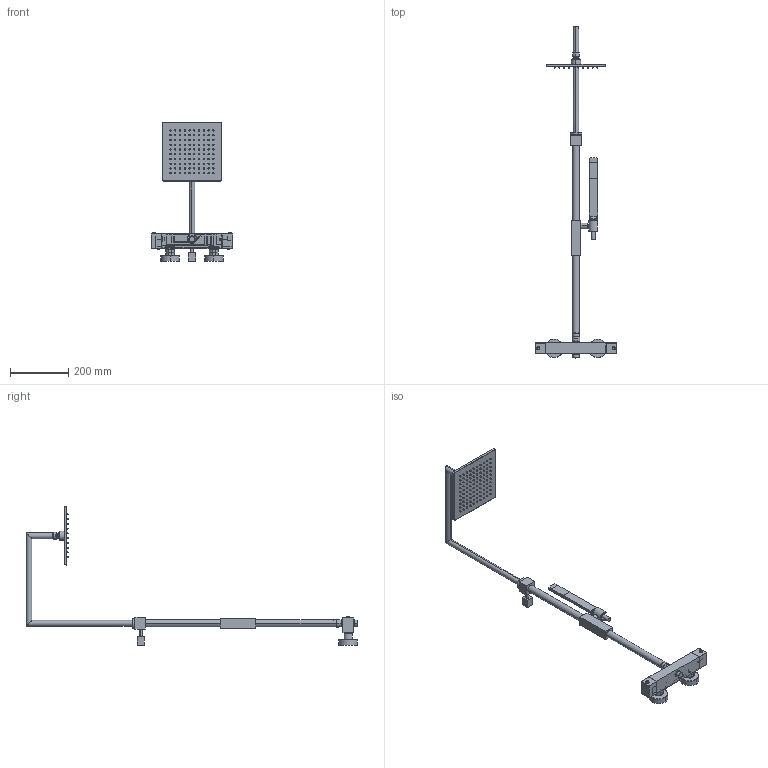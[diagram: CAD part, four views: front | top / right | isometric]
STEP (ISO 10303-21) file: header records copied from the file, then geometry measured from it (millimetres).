
FILE_DESCRIPTION((''),'2;1');
FILE_NAME('ZCOL655CR','2021-11-11T13:51:09',('ut3'),('PAFFONI SpA'),'CREO PARAMETRIC BY PTC INC, 2020044','CREO PARAMETRIC BY PTC INC, 2020044','');
FILE_SCHEMA(('CONFIG_CONTROL_DESIGN','SHAPE_APPEARANCE_LAYERS_GROUPS'));
Products named in the file (1): ZCOL655CR
Bounding box: 279.05 x 1138 x 475.8 mm (x, y, z)
Volume: 1471450 mm3; surface area: 420816 mm2
Topology: 8 solids, 9 shells, 1892 faces, 4207 edges, 2517 vertices
Faces by surface type: torus 714, plane 552, cylinder 430, cone 104, sphere 62, bspline 30
Entity records: 72729 total; most frequent: CARTESIAN_POINT 16863, DIRECTION 10162, ORIENTED_EDGE 8390, AXIS2_PLACEMENT_3D 4450, EDGE_CURVE 4195, CIRCLE 2588, VERTEX_POINT 2517, EDGE_LOOP 2120
